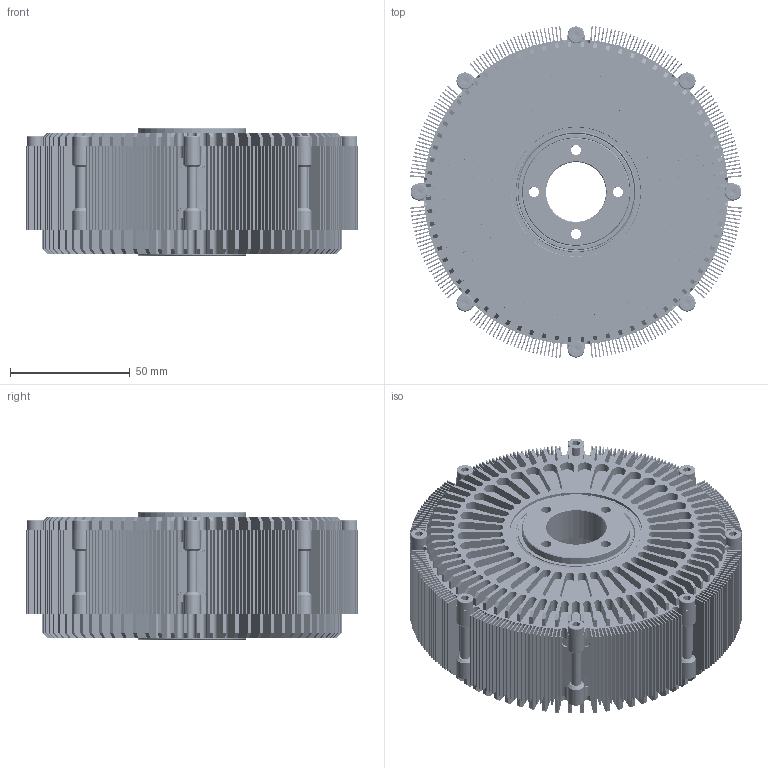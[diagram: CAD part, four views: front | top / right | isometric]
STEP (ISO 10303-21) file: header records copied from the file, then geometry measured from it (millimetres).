
FILE_DESCRIPTION(/* description */ (''),/* implementation_level */ '2;1');
FILE_NAME(/* name */ 'CIAG 125_25.step',/* time_stamp */ '2026-01-19T09:10:51+01:00',/* author */ (''),/* organization */ (''),/* preprocessor_version */ 'ST-DEVELOPER v20.1',/* originating_system */ 'Autodesk Translation Framework v14.21.0.0',/* authorisation */ '');
FILE_SCHEMA (('AUTOMOTIVE_DESIGN { 1 0 10303 214 3 1 1 }'));
Products named in the file (40): CIAG 125_25_dc; Stator; Core; Tooth; Ins_tooth; Ins_core; Ins_tooth(Mirror); Ins_core(Mirror); Insulation FR4; Insulation_125; Rotor; Magnet_asm; Magnet; Rotor_holder; Stator_holder; Hexagon Socket Head Cap Screw DIN 912 - M4 x 0.7 x 30 Steel 4.6 Plain
 v1; Stator_holder_back; Winding; Coil; Connect; Ring; 91294A003_Black-Oxide Alloy Steel Hex Drive Flat Head Screw; Insulation; skf_bearing_61809-2rs1_2; PCB 125_20; Null; PhaseA; PhaseB; PhaseC; Insulation_1; Insulation1; Radiator 125_25; Radiator 125_25_1; Radiator 125_25_2; Radiator 125_25_3; Radiator 125_25_4; Radiator 125_25_5; Radiator 125_25_6; Radiator 125_25_7; Bended
Assembly tree (148 placements, depth 3):
  CIAG 125_25_dc
    Stator
      Core
      Tooth  x24
      Ins_tooth
      Ins_core
      Ins_tooth(Mirror)
      Ins_core(Mirror)
      Insulation FR4
      Insulation_125
    Rotor
    Magnet_asm
      Magnet  x28
    Rotor_holder
    Stator_holder
      Hexagon Socket Head Cap Screw DIN 912 - M4 x 0.7 x 30 Steel 4.6 Plain
 v1  x8
    Stator_holder_back
    Winding
      Coil  x24
      Connect  x12
    Ring
      91294A003_Black-Oxide Alloy Steel Hex Drive Flat Head Screw  x7
    Insulation
    skf_bearing_61809-2rs1_2  x2
    PCB 125_20
      Null
      PhaseA
      PhaseB
      PhaseC
      Insulation_1  x5
      Insulation1
    Radiator 125_25
      Bended
    Radiator 125_25_1
      Bended
    Radiator 125_25_2
      Bended
    Radiator 125_25_3
      Bended
    Radiator 125_25_4
      Bended
    Radiator 125_25_5
      Bended
    Radiator 125_25_6
      Bended
    Radiator 125_25_7
      Bended
Bounding box: 138.39 x 138.39 x 53.5 mm (x, y, z)
Volume: 386293.1 mm3; surface area: 607995.2 mm2
Topology: 616 solids, 616 shells, 11463 faces, 29652 edges, 19540 vertices
Faces by surface type: plane 6540, cylinder 3424, bspline 974, cone 413, torus 70, sphere 42
Full cylindrical faces by diameter (mm): 1.48 x63, 1.623 x7, 2 x63, 2.5 x7, 3.332 x8, 3.908 x8, 4 x15, 4.1 x4, 4.234 x8, 5 x3, 6.5 x3, 7 x26, 7.1 x16, 8.6 x9, 25 x2, 45 x5, 48.152 x4, 48.2 x6, 53.9 x4, 55.4 x4, 55.5 x2, 57.92 x2, 58 x2, 61 x2, 61.6 x1, 62.8 x1, 63 x6, 64.6 x4, 74.8 x2, 96.4 x4
Entity records: 130264 total; most frequent: CARTESIAN_POINT 28711, DIRECTION 21468, ORIENTED_EDGE 20634, EDGE_CURVE 10317, AXIS2_PLACEMENT_3D 7407, VERTEX_POINT 6827, LINE 6654, VECTOR 6654
